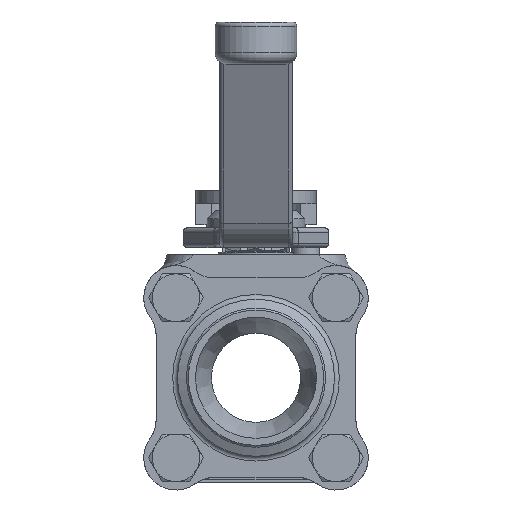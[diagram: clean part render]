
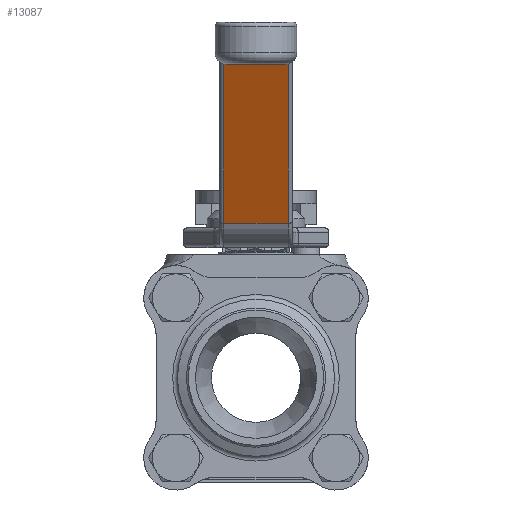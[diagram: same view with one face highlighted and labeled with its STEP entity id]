
A CAD part, left-side view. The second image highlights one B-rep face of the part: STEP entity #13087.
In plain terms, the highlighted planar face has unit normal (-0.906, 0, -0.423).
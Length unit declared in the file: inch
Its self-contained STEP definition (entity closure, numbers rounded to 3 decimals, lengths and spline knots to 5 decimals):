
#1383=PLANE('',#14098);
#2088=FACE_OUTER_BOUND('',#2902,.T.);
#2902=EDGE_LOOP('',(#9850,#9851,#9852,#9853));
#3733=LINE('',#20302,#4501);
#3755=LINE('',#20563,#4523);
#3802=LINE('',#21112,#4570);
#3805=LINE('',#21118,#4573);
#4501=VECTOR('',#15871,2.49392);
#4523=VECTOR('',#16065,2.49392);
#4570=VECTOR('',#16254,0.90551);
#4573=VECTOR('',#16263,0.90551);
#6056=VERTEX_POINT('',#20296);
#6057=VERTEX_POINT('',#20300);
#6106=VERTEX_POINT('',#20555);
#6108=VERTEX_POINT('',#20561);
#7332=EDGE_CURVE('',#6056,#6057,#3733,.T.);
#7417=EDGE_CURVE('',#6108,#6106,#3755,.T.);
#7502=EDGE_CURVE('',#6057,#6108,#3802,.T.);
#7505=EDGE_CURVE('',#6106,#6056,#3805,.T.);
#9850=ORIENTED_EDGE('',*,*,#7332,.F.);
#9851=ORIENTED_EDGE('',*,*,#7505,.F.);
#9852=ORIENTED_EDGE('',*,*,#7417,.F.);
#9853=ORIENTED_EDGE('',*,*,#7502,.F.);
#13087=ADVANCED_FACE('',(#2088),#1383,.T.);
#14098=AXIS2_PLACEMENT_3D('',#21119,#16264,#16265);
#15871=DIRECTION('',(0.423,0.,-0.906));
#16065=DIRECTION('',(-0.423,0.,0.906));
#16254=DIRECTION('',(0.,1.,0.));
#16263=DIRECTION('',(0.,-1.,0.));
#16264=DIRECTION('center_axis',(-0.906,0.,
-0.423));
#16265=DIRECTION('ref_axis',(0.423,0.,-0.906));
#20296=CARTESIAN_POINT('',(-2.61281,-0.45276,4.43172));
#20300=CARTESIAN_POINT('',(-1.55883,-0.45276,2.17145));
#20302=CARTESIAN_POINT('',(-2.87952,-0.45276,5.00367));
#20555=CARTESIAN_POINT('',(-2.61281,0.45276,4.43172));
#20561=CARTESIAN_POINT('',(-1.55883,0.45276,2.17145));
#20563=CARTESIAN_POINT('',(-2.9323,0.45276,5.11686));
#21112=CARTESIAN_POINT('',(-1.55883,0.51181,2.17145));
#21118=CARTESIAN_POINT('',(-2.61281,0.51181,4.43172));
#21119=CARTESIAN_POINT('Origin',(-2.77711,0.51181,4.78406));
